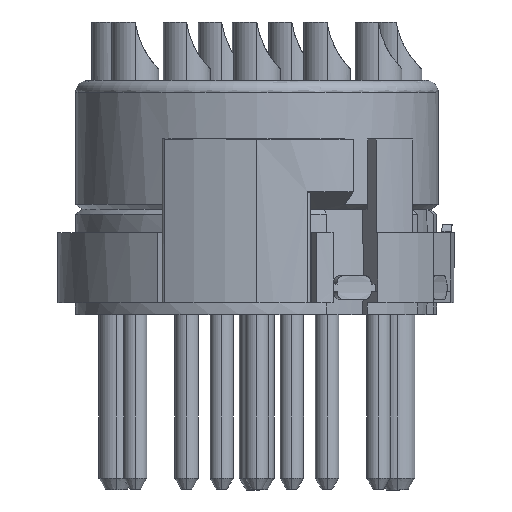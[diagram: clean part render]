
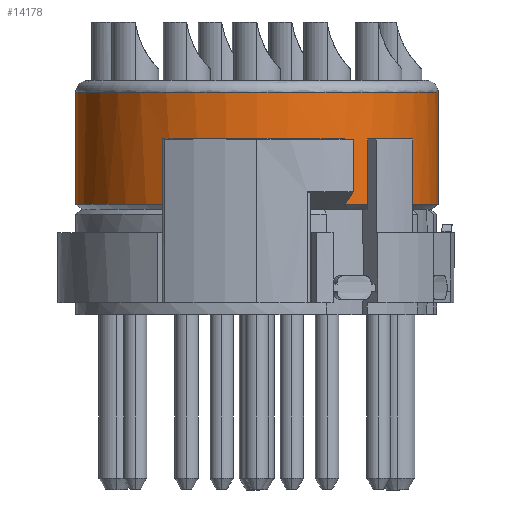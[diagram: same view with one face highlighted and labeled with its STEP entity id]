
A CAD part, left-side view. The second image highlights one B-rep face of the part: STEP entity #14178.
In plain terms, the highlighted cylindrical face has radius 7.75 mm (diameter 15.5 mm), a partial arc.
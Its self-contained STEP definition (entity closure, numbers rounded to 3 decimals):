
#13049=AXIS2_PLACEMENT_3D('Circle Axis2P3D',#13047,#13048,$) ;
#14119=AXIS2_PLACEMENT_3D('Cylinder Axis2P3D',#14116,#14117,#14118) ;
#14130=AXIS2_PLACEMENT_3D('Circle Axis2P3D',#14128,#14129,$) ;
#14144=AXIS2_PLACEMENT_3D('Circle Axis2P3D',#14142,#14143,$) ;
#14158=AXIS2_PLACEMENT_3D('Circle Axis2P3D',#14156,#14157,$) ;
#13044=CARTESIAN_POINT('Vertex',(8.5,0.678,12.21)) ;
#13047=CARTESIAN_POINT('Axis2P3D Location',(8.5,8.428,12.21)) ;
#13051=CARTESIAN_POINT('Vertex',(1.722,4.671,12.21)) ;
#14116=CARTESIAN_POINT('Axis2P3D Location',(8.5,8.428,17.5)) ;
#14121=CARTESIAN_POINT('Line Origine',(8.5,0.678,17.5)) ;
#14125=CARTESIAN_POINT('Vertex',(8.5,0.678,17.)) ;
#14128=CARTESIAN_POINT('Axis2P3D Location',(8.5,8.428,17.)) ;
#14132=CARTESIAN_POINT('Vertex',(8.5,16.178,17.)) ;
#14135=CARTESIAN_POINT('Line Origine',(8.5,16.178,17.5)) ;
#14139=CARTESIAN_POINT('Vertex',(8.5,16.178,12.21)) ;
#14142=CARTESIAN_POINT('Axis2P3D Location',(8.5,8.428,12.21)) ;
#14146=CARTESIAN_POINT('Vertex',(1.722,12.185,12.21)) ;
#14149=CARTESIAN_POINT('Line Origine',(1.722,12.185,17.5)) ;
#14153=CARTESIAN_POINT('Vertex',(1.722,12.185,15.)) ;
#14156=CARTESIAN_POINT('Axis2P3D Location',(8.5,8.428,15.)) ;
#14160=CARTESIAN_POINT('Vertex',(1.722,4.671,15.)) ;
#14163=CARTESIAN_POINT('Line Origine',(1.722,4.671,17.5)) ;
#13048=DIRECTION('Axis2P3D Direction',(0.,0.,1.)) ;
#14117=DIRECTION('Axis2P3D Direction',(0.,0.,1.)) ;
#14118=DIRECTION('Axis2P3D XDirection',(0.,1.,0.)) ;
#14122=DIRECTION('Vector Direction',(0.,0.,1.)) ;
#14129=DIRECTION('Axis2P3D Direction',(0.,0.,1.)) ;
#14136=DIRECTION('Vector Direction',(0.,0.,1.)) ;
#14143=DIRECTION('Axis2P3D Direction',(0.,0.,1.)) ;
#14150=DIRECTION('Vector Direction',(0.,0.,1.)) ;
#14157=DIRECTION('Axis2P3D Direction',(0.,0.,1.)) ;
#14164=DIRECTION('Vector Direction',(0.,0.,1.)) ;
#14123=VECTOR('Line Direction',#14122,1.) ;
#14137=VECTOR('Line Direction',#14136,1.) ;
#14151=VECTOR('Line Direction',#14150,1.) ;
#14165=VECTOR('Line Direction',#14164,1.) ;
#14169=ORIENTED_EDGE('',*,*,#13053,.T.) ;
#14170=ORIENTED_EDGE('',*,*,#14127,.T.) ;
#14171=ORIENTED_EDGE('',*,*,#14134,.T.) ;
#14172=ORIENTED_EDGE('',*,*,#14141,.F.) ;
#14173=ORIENTED_EDGE('',*,*,#14148,.T.) ;
#14174=ORIENTED_EDGE('',*,*,#14155,.F.) ;
#14175=ORIENTED_EDGE('',*,*,#14162,.T.) ;
#14176=ORIENTED_EDGE('',*,*,#14167,.T.) ;
#14178=ADVANCED_FACE('Hauptkoerper',(#14177),#14120,.T.) ;
#13050=CIRCLE('generated circle',#13049,7.75) ;
#14131=CIRCLE('generated circle',#14130,7.75) ;
#14145=CIRCLE('generated circle',#14144,7.75) ;
#14159=CIRCLE('generated circle',#14158,7.75) ;
#14120=CYLINDRICAL_SURFACE('generated cylinder',#14119,7.75) ;
#13053=EDGE_CURVE('',#13052,#13045,#13050,.T.) ;
#14127=EDGE_CURVE('',#13045,#14126,#14124,.T.) ;
#14134=EDGE_CURVE('',#14126,#14133,#14131,.F.) ;
#14141=EDGE_CURVE('',#14140,#14133,#14138,.T.) ;
#14148=EDGE_CURVE('',#14140,#14147,#14145,.T.) ;
#14155=EDGE_CURVE('',#14154,#14147,#14152,.F.) ;
#14162=EDGE_CURVE('',#14154,#14161,#14159,.T.) ;
#14167=EDGE_CURVE('',#14161,#13052,#14166,.F.) ;
#14168=EDGE_LOOP('',(#14169,#14170,#14171,#14172,#14173,#14174,#14175,#14176)) ;
#14177=FACE_OUTER_BOUND('',#14168,.T.) ;
#14124=LINE('Line',#14121,#14123) ;
#14138=LINE('Line',#14135,#14137) ;
#14152=LINE('Line',#14149,#14151) ;
#14166=LINE('Line',#14163,#14165) ;
#13045=VERTEX_POINT('',#13044) ;
#13052=VERTEX_POINT('',#13051) ;
#14126=VERTEX_POINT('',#14125) ;
#14133=VERTEX_POINT('',#14132) ;
#14140=VERTEX_POINT('',#14139) ;
#14147=VERTEX_POINT('',#14146) ;
#14154=VERTEX_POINT('',#14153) ;
#14161=VERTEX_POINT('',#14160) ;
